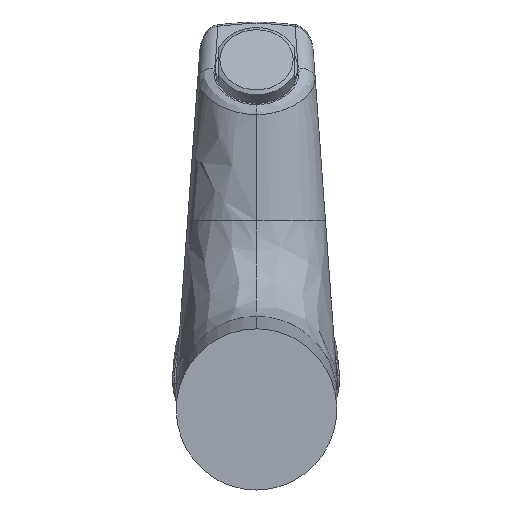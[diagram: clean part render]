
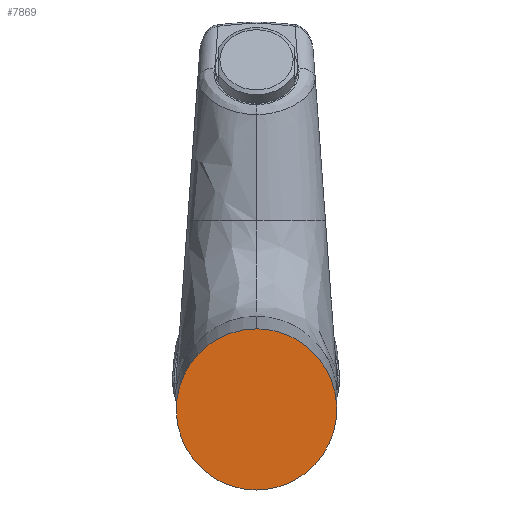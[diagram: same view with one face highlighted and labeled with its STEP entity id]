
A CAD part, front view. The second image highlights one B-rep face of the part: STEP entity #7869.
In plain terms, the highlighted planar face has unit normal (0, -1, 0).
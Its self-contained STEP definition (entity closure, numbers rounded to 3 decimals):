
#919 = CARTESIAN_POINT ( 'NONE',  ( 242.098, 228.093, 414.773 ) ) ;
#1111 = CARTESIAN_POINT ( 'NONE',  ( 195.083, 228.093, 414.773 ) ) ;
#1869 = DIRECTION ( 'NONE',  ( 0., 0., 1. ) ) ;
#3272 =( BOUNDED_CURVE ( )  B_SPLINE_CURVE ( 3, ( #919, #8948, #3551, #9818 ),
 .UNSPECIFIED., .F., .T. ) 
 B_SPLINE_CURVE_WITH_KNOTS ( ( 4, 4 ),
 ( 0., 3.142 ),
 .UNSPECIFIED. ) 
 CURVE ( )  GEOMETRIC_REPRESENTATION_ITEM ( )  RATIONAL_B_SPLINE_CURVE ( ( 1., 0.333, 0.333, 1. ) ) 
 REPRESENTATION_ITEM ( '' )  );
#3551 = CARTESIAN_POINT ( 'NONE',  ( 289.113, 228.093, 461.968 ) ) ;
#3779 = CARTESIAN_POINT ( 'NONE',  ( 242.098, 228.093, 461.968 ) ) ;
#4234 = FACE_OUTER_BOUND ( 'NONE', #9330, .T. ) ;
#4474 = PLANE ( 'NONE',  #5801 ) ;
#4750 = CARTESIAN_POINT ( 'NONE',  ( 232.598, 228.093, 429.878 ) ) ;
#4821 = EDGE_CURVE ( 'NONE', #10137, #9606, #3272, .T. ) ;
#5514 = CARTESIAN_POINT ( 'NONE',  ( 242.098, 228.093, 461.968 ) ) ;
#5676 =( BOUNDED_CURVE ( )  B_SPLINE_CURVE ( 3, ( #5514, #6443, #1111, #7355 ),
 .UNSPECIFIED., .F., .T. ) 
 B_SPLINE_CURVE_WITH_KNOTS ( ( 4, 4 ),
 ( 3.142, 6.283 ),
 .UNSPECIFIED. ) 
 CURVE ( )  GEOMETRIC_REPRESENTATION_ITEM ( )  RATIONAL_B_SPLINE_CURVE ( ( 1., 0.333, 0.333, 1. ) ) 
 REPRESENTATION_ITEM ( '' )  );
#5801 = AXIS2_PLACEMENT_3D ( 'NONE', #4750, #7228, #1869 ) ;
#6443 = CARTESIAN_POINT ( 'NONE',  ( 195.083, 228.093, 461.968 ) ) ;
#6677 = ORIENTED_EDGE ( 'NONE', *, *, #4821, .T. ) ;
#7228 = DIRECTION ( 'NONE',  ( 0., 1., 0. ) ) ;
#7355 = CARTESIAN_POINT ( 'NONE',  ( 242.098, 228.093, 414.773 ) ) ;
#7621 = EDGE_CURVE ( 'NONE', #9606, #10137, #5676, .T. ) ;
#7869 = ADVANCED_FACE ( 'NONE', ( #4234 ), #4474, .F. ) ;
#8948 = CARTESIAN_POINT ( 'NONE',  ( 289.113, 228.093, 414.773 ) ) ;
#9330 = EDGE_LOOP ( 'NONE', ( #6677, #11083 ) ) ;
#9606 = VERTEX_POINT ( 'NONE', #3779 ) ;
#9818 = CARTESIAN_POINT ( 'NONE',  ( 242.098, 228.093, 461.968 ) ) ;
#10042 = CARTESIAN_POINT ( 'NONE',  ( 242.098, 228.093, 414.773 ) ) ;
#10137 = VERTEX_POINT ( 'NONE', #10042 ) ;
#11083 = ORIENTED_EDGE ( 'NONE', *, *, #7621, .T. ) ;
